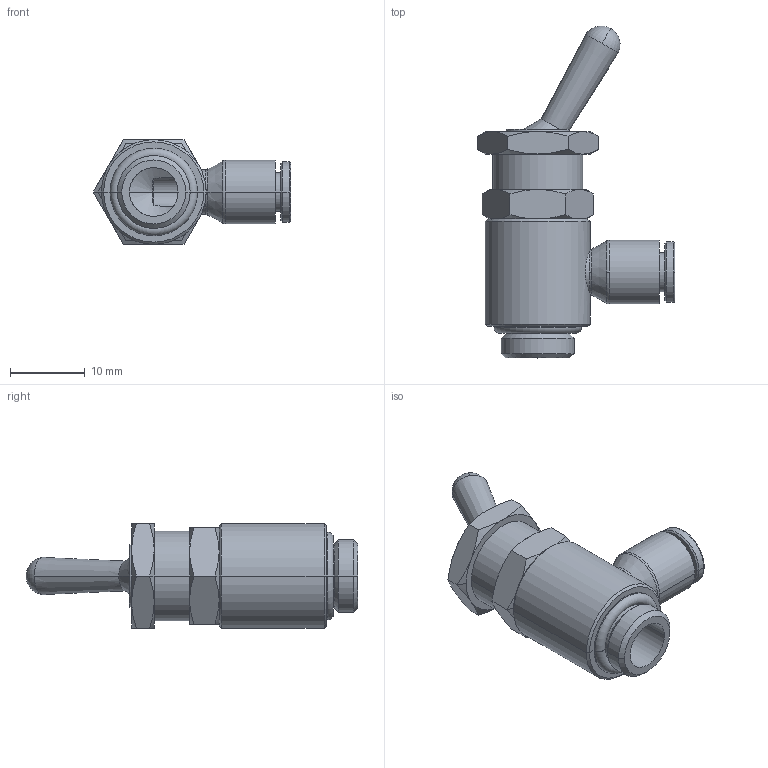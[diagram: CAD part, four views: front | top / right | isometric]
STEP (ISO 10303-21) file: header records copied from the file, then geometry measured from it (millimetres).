
FILE_DESCRIPTION(('STEP AP214'),'1');
FILE_NAME('7802_04_10.stp','2016-07-07T14:59:00',('TraceParts'),('TraceParts S.A.'),'Spatial InterOp 3D',' ',' ');
FILE_SCHEMA(('automotive_design'));
Length unit declared in the file: millimetre
Products named in the file (2): 1; 2
Bounding box: 26.39 x 44.38 x 14 mm (x, y, z)
Volume: 4533.8 mm3; surface area: 3055 mm2
Topology: 2 solids, 2 shells, 126 faces, 293 edges, 176 vertices
Faces by surface type: cone 62, cylinder 24, plane 24, torus 16
Entity records: 3964 total; most frequent: CARTESIAN_POINT 1121, DIRECTION 634, ORIENTED_EDGE 584, EDGE_CURVE 292, AXIS2_PLACEMENT_3D 279, VERTEX_POINT 176, CIRCLE 145, EDGE_LOOP 136
